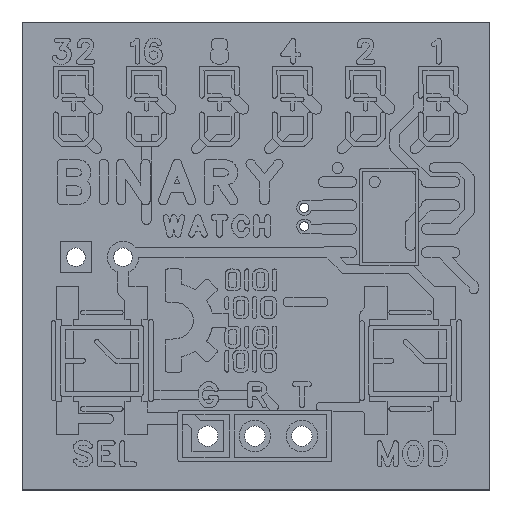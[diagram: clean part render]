
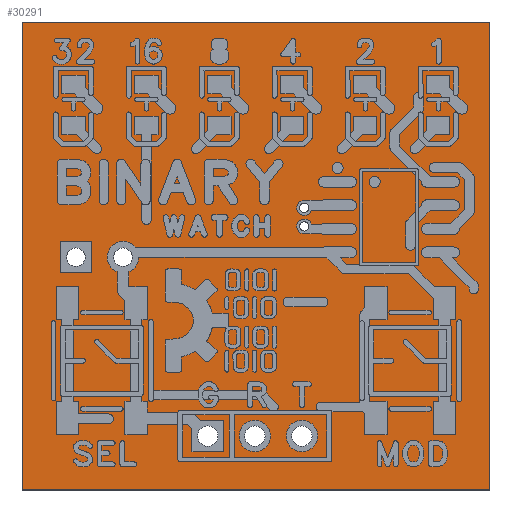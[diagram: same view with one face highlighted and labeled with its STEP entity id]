
A CAD part, top view. The second image highlights one B-rep face of the part: STEP entity #30291.
In plain terms, the highlighted planar face has unit normal (0, 0, 1).
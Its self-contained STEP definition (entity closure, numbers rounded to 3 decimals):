
#29672 = VERTEX_POINT('',#29673);
#29673 = CARTESIAN_POINT('',(25.26,-0.013,
    1.6));
#29679 = EDGE_CURVE('',#29672,#29680,#29682,.T.);
#29680 = VERTEX_POINT('',#29681);
#29681 = CARTESIAN_POINT('',(25.26,-25.26,
    1.6));
#29682 = LINE('',#29683,#29684);
#29683 = CARTESIAN_POINT('',(25.26,-0.013,
    1.6));
#29684 = VECTOR('',#29685,1.);
#29685 = DIRECTION('',(0.,-1.,0.));
#29710 = EDGE_CURVE('',#29680,#29711,#29713,.T.);
#29711 = VERTEX_POINT('',#29712);
#29712 = CARTESIAN_POINT('',(0.013,-25.26,
    1.6));
#29713 = LINE('',#29714,#29715);
#29714 = CARTESIAN_POINT('',(25.26,-25.26,
    1.6));
#29715 = VECTOR('',#29716,1.);
#29716 = DIRECTION('',(-1.,0.,0.));
#29741 = EDGE_CURVE('',#29711,#29742,#29744,.T.);
#29742 = VERTEX_POINT('',#29743);
#29743 = CARTESIAN_POINT('',(0.013,-0.013,
    1.6));
#29744 = LINE('',#29745,#29746);
#29745 = CARTESIAN_POINT('',(0.013,-25.26,
    1.6));
#29746 = VECTOR('',#29747,1.);
#29747 = DIRECTION('',(0.,1.,0.));
#29772 = EDGE_CURVE('',#29742,#29672,#29773,.T.);
#29773 = LINE('',#29774,#29775);
#29774 = CARTESIAN_POINT('',(0.013,-0.013,
    1.6));
#29775 = VECTOR('',#29776,1.);
#29776 = DIRECTION('',(1.,0.,0.));
#29796 = VERTEX_POINT('',#29797);
#29797 = CARTESIAN_POINT('',(3.421,-12.7,
    1.6));
#29803 = EDGE_CURVE('',#29796,#29804,#29806,.T.);
#29804 = VERTEX_POINT('',#29805);
#29805 = CARTESIAN_POINT('',(2.421,-12.7,
    1.6));
#29806 = CIRCLE('',#29807,0.5);
#29807 = AXIS2_PLACEMENT_3D('',#29808,#29809,#29810);
#29808 = CARTESIAN_POINT('',(2.921,-12.7,
    1.6));
#29809 = DIRECTION('',(0.,0.,1.));
#29810 = DIRECTION('',(1.,0.,-0.));
#29836 = EDGE_CURVE('',#29804,#29796,#29837,.T.);
#29837 = CIRCLE('',#29838,0.5);
#29838 = AXIS2_PLACEMENT_3D('',#29839,#29840,#29841);
#29839 = CARTESIAN_POINT('',(2.921,-12.7,
    1.6));
#29840 = DIRECTION('',(0.,0.,1.));
#29841 = DIRECTION('',(-1.,0.,0.));
#29862 = VERTEX_POINT('',#29863);
#29863 = CARTESIAN_POINT('',(5.961,-12.7,
    1.6));
#29869 = EDGE_CURVE('',#29862,#29870,#29872,.T.);
#29870 = VERTEX_POINT('',#29871);
#29871 = CARTESIAN_POINT('',(4.961,-12.7,
    1.6));
#29872 = CIRCLE('',#29873,0.5);
#29873 = AXIS2_PLACEMENT_3D('',#29874,#29875,#29876);
#29874 = CARTESIAN_POINT('',(5.461,-12.7,
    1.6));
#29875 = DIRECTION('',(0.,0.,1.));
#29876 = DIRECTION('',(1.,0.,-0.));
#29902 = EDGE_CURVE('',#29870,#29862,#29903,.T.);
#29903 = CIRCLE('',#29904,0.5);
#29904 = AXIS2_PLACEMENT_3D('',#29905,#29906,#29907);
#29905 = CARTESIAN_POINT('',(5.461,-12.7,
    1.6));
#29906 = DIRECTION('',(0.,0.,1.));
#29907 = DIRECTION('',(-1.,0.,0.));
#29928 = VERTEX_POINT('',#29929);
#29929 = CARTESIAN_POINT('',(10.583,-22.352,
    1.6));
#29935 = EDGE_CURVE('',#29928,#29936,#29938,.T.);
#29936 = VERTEX_POINT('',#29937);
#29937 = CARTESIAN_POINT('',(9.483,-22.352,
    1.6));
#29938 = CIRCLE('',#29939,0.55);
#29939 = AXIS2_PLACEMENT_3D('',#29940,#29941,#29942);
#29940 = CARTESIAN_POINT('',(10.033,-22.352,
    1.6));
#29941 = DIRECTION('',(0.,0.,1.));
#29942 = DIRECTION('',(1.,0.,-0.));
#29968 = EDGE_CURVE('',#29936,#29928,#29969,.T.);
#29969 = CIRCLE('',#29970,0.55);
#29970 = AXIS2_PLACEMENT_3D('',#29971,#29972,#29973);
#29971 = CARTESIAN_POINT('',(10.033,-22.352,
    1.6));
#29972 = DIRECTION('',(0.,0.,1.));
#29973 = DIRECTION('',(-1.,0.,0.));
#29994 = VERTEX_POINT('',#29995);
#29995 = CARTESIAN_POINT('',(13.123,-22.352,
    1.6));
#30001 = EDGE_CURVE('',#29994,#30002,#30004,.T.);
#30002 = VERTEX_POINT('',#30003);
#30003 = CARTESIAN_POINT('',(12.023,-22.352,
    1.6));
#30004 = CIRCLE('',#30005,0.55);
#30005 = AXIS2_PLACEMENT_3D('',#30006,#30007,#30008);
#30006 = CARTESIAN_POINT('',(12.573,-22.352,
    1.6));
#30007 = DIRECTION('',(0.,0.,1.));
#30008 = DIRECTION('',(1.,0.,-0.));
#30034 = EDGE_CURVE('',#30002,#29994,#30035,.T.);
#30035 = CIRCLE('',#30036,0.55);
#30036 = AXIS2_PLACEMENT_3D('',#30037,#30038,#30039);
#30037 = CARTESIAN_POINT('',(12.573,-22.352,
    1.6));
#30038 = DIRECTION('',(0.,0.,1.));
#30039 = DIRECTION('',(-1.,0.,0.));
#30060 = VERTEX_POINT('',#30061);
#30061 = CARTESIAN_POINT('',(15.663,-22.352,
    1.6));
#30067 = EDGE_CURVE('',#30060,#30068,#30070,.T.);
#30068 = VERTEX_POINT('',#30069);
#30069 = CARTESIAN_POINT('',(14.563,-22.352,
    1.6));
#30070 = CIRCLE('',#30071,0.55);
#30071 = AXIS2_PLACEMENT_3D('',#30072,#30073,#30074);
#30072 = CARTESIAN_POINT('',(15.113,-22.352,
    1.6));
#30073 = DIRECTION('',(0.,0.,1.));
#30074 = DIRECTION('',(1.,0.,-0.));
#30100 = EDGE_CURVE('',#30068,#30060,#30101,.T.);
#30101 = CIRCLE('',#30102,0.55);
#30102 = AXIS2_PLACEMENT_3D('',#30103,#30104,#30105);
#30103 = CARTESIAN_POINT('',(15.113,-22.352,
    1.6));
#30104 = DIRECTION('',(0.,0.,1.));
#30105 = DIRECTION('',(-1.,0.,0.));
#30126 = VERTEX_POINT('',#30127);
#30127 = CARTESIAN_POINT('',(15.49,-11.041,
    1.6));
#30133 = EDGE_CURVE('',#30126,#30134,#30136,.T.);
#30134 = VERTEX_POINT('',#30135);
#30135 = CARTESIAN_POINT('',(14.99,-11.041,
    1.6));
#30136 = CIRCLE('',#30137,0.25);
#30137 = AXIS2_PLACEMENT_3D('',#30138,#30139,#30140);
#30138 = CARTESIAN_POINT('',(15.24,-11.041,
    1.6));
#30139 = DIRECTION('',(0.,0.,1.));
#30140 = DIRECTION('',(1.,0.,-0.));
#30166 = EDGE_CURVE('',#30134,#30126,#30167,.T.);
#30167 = CIRCLE('',#30168,0.25);
#30168 = AXIS2_PLACEMENT_3D('',#30169,#30170,#30171);
#30169 = CARTESIAN_POINT('',(15.24,-11.041,
    1.6));
#30170 = DIRECTION('',(0.,0.,1.));
#30171 = DIRECTION('',(-1.,0.,0.));
#30192 = VERTEX_POINT('',#30193);
#30193 = CARTESIAN_POINT('',(15.49,-10.041,
    1.6));
#30199 = EDGE_CURVE('',#30192,#30200,#30202,.T.);
#30200 = VERTEX_POINT('',#30201);
#30201 = CARTESIAN_POINT('',(14.99,-10.041,
    1.6));
#30202 = CIRCLE('',#30203,0.25);
#30203 = AXIS2_PLACEMENT_3D('',#30204,#30205,#30206);
#30204 = CARTESIAN_POINT('',(15.24,-10.041,
    1.6));
#30205 = DIRECTION('',(0.,0.,1.));
#30206 = DIRECTION('',(1.,0.,-0.));
#30232 = EDGE_CURVE('',#30200,#30192,#30233,.T.);
#30233 = CIRCLE('',#30234,0.25);
#30234 = AXIS2_PLACEMENT_3D('',#30235,#30236,#30237);
#30235 = CARTESIAN_POINT('',(15.24,-10.041,
    1.6));
#30236 = DIRECTION('',(0.,0.,1.));
#30237 = DIRECTION('',(-1.,0.,0.));
#30291 = ADVANCED_FACE('',(#30292,#30298,#30302,#30306,#30310,#30314,
    #30318,#30322),#30326,.F.);
#30292 = FACE_BOUND('',#30293,.F.);
#30293 = EDGE_LOOP('',(#30294,#30295,#30296,#30297));
#30294 = ORIENTED_EDGE('',*,*,#29679,.T.);
#30295 = ORIENTED_EDGE('',*,*,#29710,.T.);
#30296 = ORIENTED_EDGE('',*,*,#29741,.T.);
#30297 = ORIENTED_EDGE('',*,*,#29772,.T.);
#30298 = FACE_BOUND('',#30299,.F.);
#30299 = EDGE_LOOP('',(#30300,#30301));
#30300 = ORIENTED_EDGE('',*,*,#29803,.T.);
#30301 = ORIENTED_EDGE('',*,*,#29836,.T.);
#30302 = FACE_BOUND('',#30303,.F.);
#30303 = EDGE_LOOP('',(#30304,#30305));
#30304 = ORIENTED_EDGE('',*,*,#29869,.T.);
#30305 = ORIENTED_EDGE('',*,*,#29902,.T.);
#30306 = FACE_BOUND('',#30307,.F.);
#30307 = EDGE_LOOP('',(#30308,#30309));
#30308 = ORIENTED_EDGE('',*,*,#29935,.T.);
#30309 = ORIENTED_EDGE('',*,*,#29968,.T.);
#30310 = FACE_BOUND('',#30311,.F.);
#30311 = EDGE_LOOP('',(#30312,#30313));
#30312 = ORIENTED_EDGE('',*,*,#30001,.T.);
#30313 = ORIENTED_EDGE('',*,*,#30034,.T.);
#30314 = FACE_BOUND('',#30315,.F.);
#30315 = EDGE_LOOP('',(#30316,#30317));
#30316 = ORIENTED_EDGE('',*,*,#30067,.T.);
#30317 = ORIENTED_EDGE('',*,*,#30100,.T.);
#30318 = FACE_BOUND('',#30319,.F.);
#30319 = EDGE_LOOP('',(#30320,#30321));
#30320 = ORIENTED_EDGE('',*,*,#30133,.T.);
#30321 = ORIENTED_EDGE('',*,*,#30166,.T.);
#30322 = FACE_BOUND('',#30323,.F.);
#30323 = EDGE_LOOP('',(#30324,#30325));
#30324 = ORIENTED_EDGE('',*,*,#30199,.T.);
#30325 = ORIENTED_EDGE('',*,*,#30232,.T.);
#30326 = PLANE('',#30327);
#30327 = AXIS2_PLACEMENT_3D('',#30328,#30329,#30330);
#30328 = CARTESIAN_POINT('',(12.637,-12.637,
    1.6));
#30329 = DIRECTION('',(-0.,-0.,-1.));
#30330 = DIRECTION('',(-1.,0.,0.));
